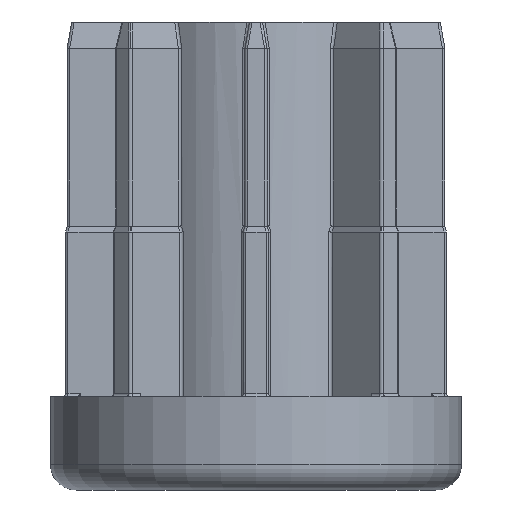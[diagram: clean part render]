
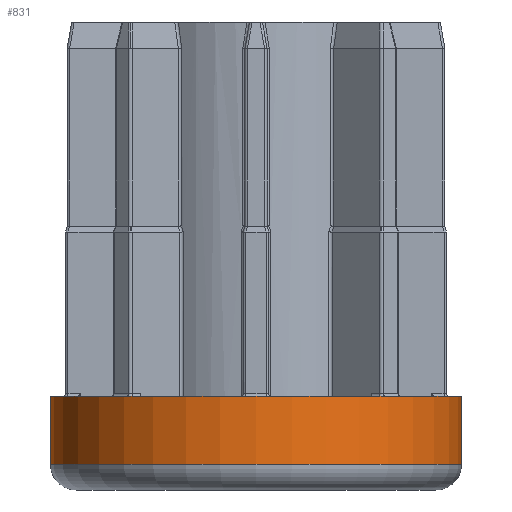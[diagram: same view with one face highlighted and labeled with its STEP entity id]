
A CAD part, front view. The second image highlights one B-rep face of the part: STEP entity #831.
In plain terms, the highlighted cylindrical face has radius 24.15 mm (diameter 48.3 mm), a partial arc.
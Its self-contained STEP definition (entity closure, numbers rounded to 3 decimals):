
#74 = EDGE_LOOP ( 'NONE', ( #11116, #11289, #11438, #11579 ) ) ;
#361 = CARTESIAN_POINT ( 'NONE',  ( -24.15, 0., 3. ) ) ;
#401 = LINE ( 'NONE', #6071, #2325 ) ;
#831 = ADVANCED_FACE ( 'NONE', ( #9376 ), #9239, .T. ) ;
#1377 = VERTEX_POINT ( 'NONE', #2015 ) ;
#1547 = VERTEX_POINT ( 'NONE', #6786 ) ;
#2015 = CARTESIAN_POINT ( 'NONE',  ( 24.15, 0., 11. ) ) ;
#2325 = VECTOR ( 'NONE', #7158, 1000. ) ;
#2383 = DIRECTION ( 'NONE',  ( -1., 0., 0. ) ) ;
#3131 = AXIS2_PLACEMENT_3D ( 'NONE', #9515, #3367, #10470 ) ;
#3367 = DIRECTION ( 'NONE',  ( 0., 0., 1. ) ) ;
#4685 = CARTESIAN_POINT ( 'NONE',  ( 24.15, 0., 3. ) ) ;
#5445 = CIRCLE ( 'NONE', #3131, 24.15 ) ;
#5526 = EDGE_CURVE ( 'NONE', #1377, #10725, #5602, .T. ) ;
#5541 = EDGE_CURVE ( 'NONE', #1547, #11302, #401, .T. ) ;
#5602 = LINE ( 'NONE', #6034, #8037 ) ;
#6034 = CARTESIAN_POINT ( 'NONE',  ( 24.15, 0., 11. ) ) ;
#6071 = CARTESIAN_POINT ( 'NONE',  ( -24.15, 0., 11. ) ) ;
#6321 = DIRECTION ( 'NONE',  ( 0., 0., 1. ) ) ;
#6786 = CARTESIAN_POINT ( 'NONE',  ( -24.15, 0., 11. ) ) ;
#7158 = DIRECTION ( 'NONE',  ( 0., 0., -1. ) ) ;
#7836 = EDGE_CURVE ( 'NONE', #1547, #1377, #5445, .T. ) ;
#8037 = VECTOR ( 'NONE', #9941, 1000. ) ;
#9239 = CYLINDRICAL_SURFACE ( 'NONE', #11237, 24.15 ) ;
#9376 = FACE_OUTER_BOUND ( 'NONE', #74, .T. ) ;
#9515 = CARTESIAN_POINT ( 'NONE',  ( 0., 0., 11. ) ) ;
#9640 = CARTESIAN_POINT ( 'NONE',  ( 0., 0., 11. ) ) ;
#9941 = DIRECTION ( 'NONE',  ( 0., 0., -1. ) ) ;
#10018 = AXIS2_PLACEMENT_3D ( 'NONE', #12107, #6321, #13045 ) ;
#10470 = DIRECTION ( 'NONE',  ( 1., 0., 0. ) ) ;
#10725 = VERTEX_POINT ( 'NONE', #4685 ) ;
#11007 = EDGE_CURVE ( 'NONE', #11302, #10725, #12437, .T. ) ;
#11116 = ORIENTED_EDGE ( 'NONE', *, *, #5526, .F. ) ;
#11237 = AXIS2_PLACEMENT_3D ( 'NONE', #9640, #11583, #2383 ) ;
#11289 = ORIENTED_EDGE ( 'NONE', *, *, #7836, .F. ) ;
#11302 = VERTEX_POINT ( 'NONE', #361 ) ;
#11438 = ORIENTED_EDGE ( 'NONE', *, *, #5541, .T. ) ;
#11579 = ORIENTED_EDGE ( 'NONE', *, *, #11007, .T. ) ;
#11583 = DIRECTION ( 'NONE',  ( 0., 0., -1. ) ) ;
#12107 = CARTESIAN_POINT ( 'NONE',  ( 0., 0., 3. ) ) ;
#12437 = CIRCLE ( 'NONE', #10018, 24.15 ) ;
#13045 = DIRECTION ( 'NONE',  ( 1., 0., 0. ) ) ;
